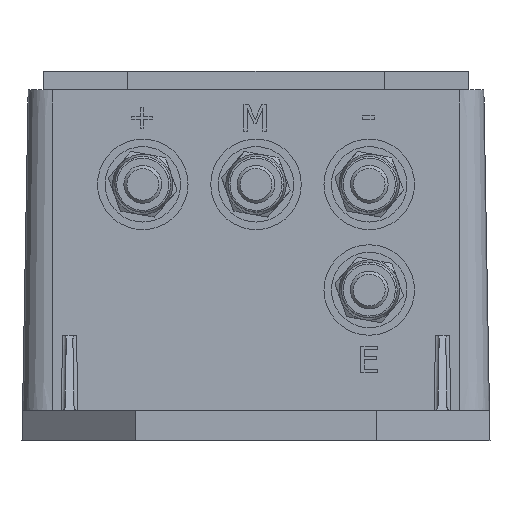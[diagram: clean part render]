
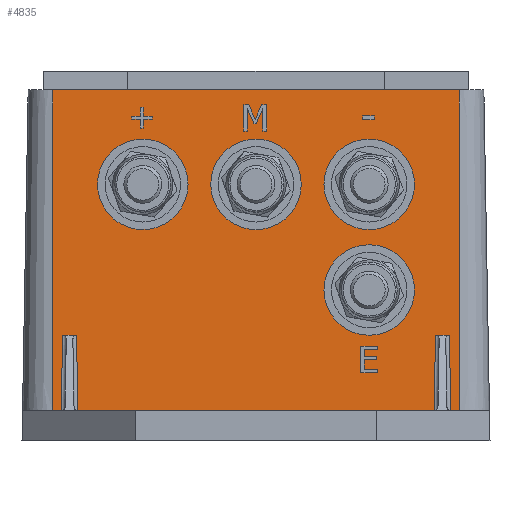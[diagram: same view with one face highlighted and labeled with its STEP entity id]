
A CAD part, left-side view. The second image highlights one B-rep face of the part: STEP entity #4835.
In plain terms, the highlighted planar face has unit normal (-1, 0, 0.018).
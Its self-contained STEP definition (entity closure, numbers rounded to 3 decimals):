
#4638=CARTESIAN_POINT('',(-48.,-25.8,4.0));
#4639=VERTEX_POINT('',#4638);
#4647=CARTESIAN_POINT('',(-47.825,-25.625,14.));
#4648=VERTEX_POINT('',#4647);
#4649=CARTESIAN_POINT('',(-48.,-25.8,4.));
#4650=DIRECTION('',(0.017,0.017,1.));
#4651=VECTOR('',#4650,10.003);
#4652=LINE('',#4649,#4651);
#4653=EDGE_CURVE('',#4639,#4648,#4652,.T.);
#4697=CARTESIAN_POINT('',(-48.,-26.93,4.0));
#4698=DIRECTION('',(-1.,0.,0.017));
#4699=DIRECTION('',(0.0,-1.0,0.0));
#4700=AXIS2_PLACEMENT_3D('',#4697,#4698,#4699);
#4701=PLANE('',#4700);
#4702=CARTESIAN_POINT('',(-47.825,-23.775,14.));
#4703=VERTEX_POINT('',#4702);
#4704=CARTESIAN_POINT('',(-47.825,-23.775,14.));
#4705=DIRECTION('',(0.0,-1.0,0.0));
#4706=VECTOR('',#4705,1.851);
#4707=LINE('',#4704,#4706);
#4708=EDGE_CURVE('',#4703,#4648,#4707,.T.);
#4709=ORIENTED_EDGE('',*,*,#4708,.T.);
#4710=ORIENTED_EDGE('',*,*,#4653,.F.);
#4711=CARTESIAN_POINT('',(-48.,-26.93,4.0));
#4712=VERTEX_POINT('',#4711);
#4713=CARTESIAN_POINT('',(-48.,-26.93,4.0));
#4714=DIRECTION('',(0.0,1.0,0.0));
#4715=VECTOR('',#4714,1.13);
#4716=LINE('',#4713,#4715);
#4717=EDGE_CURVE('',#4712,#4639,#4716,.T.);
#4718=ORIENTED_EDGE('',*,*,#4717,.F.);
#4719=CARTESIAN_POINT('',(-47.258,-26.93,46.5));
#4720=VERTEX_POINT('',#4719);
#4721=CARTESIAN_POINT('',(-48.,-26.93,4.0));
#4722=DIRECTION('',(0.017,0.,1.));
#4723=VECTOR('',#4722,42.506);
#4724=LINE('',#4721,#4723);
#4725=EDGE_CURVE('',#4712,#4720,#4724,.T.);
#4726=ORIENTED_EDGE('',*,*,#4725,.T.);
#4727=CARTESIAN_POINT('',(-47.258,26.93,46.5));
#4728=VERTEX_POINT('',#4727);
#4729=CARTESIAN_POINT('',(-47.258,-26.93,46.5));
#4730=DIRECTION('',(0.0,1.0,0.0));
#4731=VECTOR('',#4730,53.86);
#4732=LINE('',#4729,#4731);
#4733=EDGE_CURVE('',#4720,#4728,#4732,.T.);
#4734=ORIENTED_EDGE('',*,*,#4733,.T.);
#4735=CARTESIAN_POINT('',(-48.,26.93,4.0));
#4736=VERTEX_POINT('',#4735);
#4737=CARTESIAN_POINT('',(-48.,26.93,4.0));
#4738=DIRECTION('',(0.017,0.,1.));
#4739=VECTOR('',#4738,42.506);
#4740=LINE('',#4737,#4739);
#4741=EDGE_CURVE('',#4736,#4728,#4740,.T.);
#4742=ORIENTED_EDGE('',*,*,#4741,.F.);
#4743=CARTESIAN_POINT('',(-48.,25.8,4.0));
#4744=VERTEX_POINT('',#4743);
#4745=CARTESIAN_POINT('',(-48.,25.8,4.0));
#4746=DIRECTION('',(0.0,1.0,0.0));
#4747=VECTOR('',#4746,1.13);
#4748=LINE('',#4745,#4747);
#4749=EDGE_CURVE('',#4744,#4736,#4748,.T.);
#4750=ORIENTED_EDGE('',*,*,#4749,.F.);
#4751=CARTESIAN_POINT('',(-47.825,25.625,14.));
#4752=VERTEX_POINT('',#4751);
#4753=CARTESIAN_POINT('',(-47.825,25.625,14.));
#4754=DIRECTION('',(-0.017,0.017,-1.));
#4755=VECTOR('',#4754,10.003);
#4756=LINE('',#4753,#4755);
#4757=EDGE_CURVE('',#4752,#4744,#4756,.T.);
#4758=ORIENTED_EDGE('',*,*,#4757,.F.);
#4759=CARTESIAN_POINT('',(-47.825,23.775,14.));
#4760=VERTEX_POINT('',#4759);
#4761=CARTESIAN_POINT('',(-47.825,25.625,14.));
#4762=DIRECTION('',(0.0,-1.0,0.0));
#4763=VECTOR('',#4762,1.851);
#4764=LINE('',#4761,#4763);
#4765=EDGE_CURVE('',#4752,#4760,#4764,.T.);
#4766=ORIENTED_EDGE('',*,*,#4765,.T.);
#4767=CARTESIAN_POINT('',(-48.,23.6,4.0));
#4768=VERTEX_POINT('',#4767);
#4769=CARTESIAN_POINT('',(-48.,23.6,4.));
#4770=DIRECTION('',(0.017,0.017,1.));
#4771=VECTOR('',#4770,10.003);
#4772=LINE('',#4769,#4771);
#4773=EDGE_CURVE('',#4768,#4760,#4772,.T.);
#4774=ORIENTED_EDGE('',*,*,#4773,.F.);
#4775=CARTESIAN_POINT('',(-48.,-23.6,4.0));
#4776=VERTEX_POINT('',#4775);
#4777=CARTESIAN_POINT('',(-48.,-23.6,4.0));
#4778=DIRECTION('',(0.0,1.0,0.0));
#4779=VECTOR('',#4778,47.2);
#4780=LINE('',#4777,#4779);
#4781=EDGE_CURVE('',#4776,#4768,#4780,.T.);
#4782=ORIENTED_EDGE('',*,*,#4781,.F.);
#4783=CARTESIAN_POINT('',(-47.825,-23.775,14.));
#4784=DIRECTION('',(-0.017,0.017,-1.));
#4785=VECTOR('',#4784,10.003);
#4786=LINE('',#4783,#4785);
#4787=EDGE_CURVE('',#4703,#4776,#4786,.T.);
#4788=ORIENTED_EDGE('',*,*,#4787,.F.);
#4789=EDGE_LOOP('',(#4709,#4710,#4718,#4726,#4734,#4742,#4750,#4758,#4766,#4774,#4782,#4788));
#4790=FACE_OUTER_BOUND('',#4789,.T.);
#4791=CARTESIAN_POINT('',(-47.766,-15.,17.4));
#4792=VERTEX_POINT('',#4791);
#4793=CARTESIAN_POINT('',(-47.721,-15.,20.0));
#4794=DIRECTION('',(1.,0.,-0.017));
#4795=DIRECTION('',(0.017,0.,1.));
#4796=AXIS2_PLACEMENT_3D('',#4793,#4794,#4795);
#4797=ELLIPSE('',#4796,2.6,2.6);
#4798=EDGE_CURVE('',#4792,#4792,#4797,.T.);
#4799=ORIENTED_EDGE('',*,*,#4798,.T.);
#4800=EDGE_LOOP('',(#4799));
#4801=FACE_BOUND('',#4800,.T.);
#4802=CARTESIAN_POINT('',(-47.522,0.,31.4));
#4803=VERTEX_POINT('',#4802);
#4804=CARTESIAN_POINT('',(-47.476,0.,34.0));
#4805=DIRECTION('',(1.,0.,-0.017));
#4806=DIRECTION('',(0.017,0.,1.));
#4807=AXIS2_PLACEMENT_3D('',#4804,#4805,#4806);
#4808=ELLIPSE('',#4807,2.6,2.6);
#4809=EDGE_CURVE('',#4803,#4803,#4808,.T.);
#4810=ORIENTED_EDGE('',*,*,#4809,.T.);
#4811=EDGE_LOOP('',(#4810));
#4812=FACE_BOUND('',#4811,.T.);
#4813=CARTESIAN_POINT('',(-47.522,15.,31.4));
#4814=VERTEX_POINT('',#4813);
#4815=CARTESIAN_POINT('',(-47.476,15.,34.0));
#4816=DIRECTION('',(1.,0.,-0.017));
#4817=DIRECTION('',(0.017,0.,1.));
#4818=AXIS2_PLACEMENT_3D('',#4815,#4816,#4817);
#4819=ELLIPSE('',#4818,2.6,2.6);
#4820=EDGE_CURVE('',#4814,#4814,#4819,.T.);
#4821=ORIENTED_EDGE('',*,*,#4820,.T.);
#4822=EDGE_LOOP('',(#4821));
#4823=FACE_BOUND('',#4822,.T.);
#4824=CARTESIAN_POINT('',(-47.522,-15.,31.4));
#4825=VERTEX_POINT('',#4824);
#4826=CARTESIAN_POINT('',(-47.476,-15.,34.0));
#4827=DIRECTION('',(1.,0.,-0.017));
#4828=DIRECTION('',(0.017,0.,1.));
#4829=AXIS2_PLACEMENT_3D('',#4826,#4827,#4828);
#4830=ELLIPSE('',#4829,2.6,2.6);
#4831=EDGE_CURVE('',#4825,#4825,#4830,.T.);
#4832=ORIENTED_EDGE('',*,*,#4831,.T.);
#4833=EDGE_LOOP('',(#4832));
#4834=FACE_BOUND('',#4833,.T.);
#4835=ADVANCED_FACE('',(#4790,#4801,#4812,#4823,#4834),#4701,.T.);
